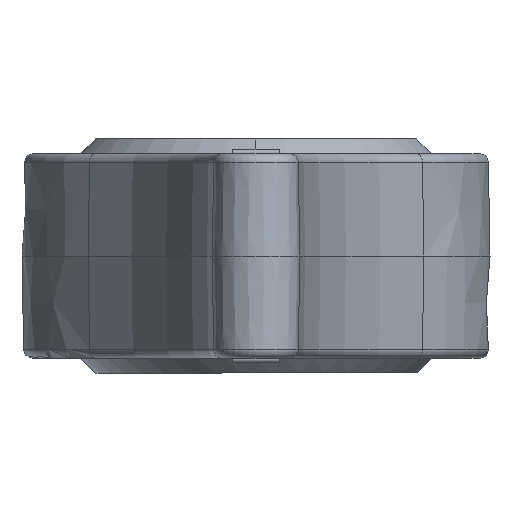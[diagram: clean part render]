
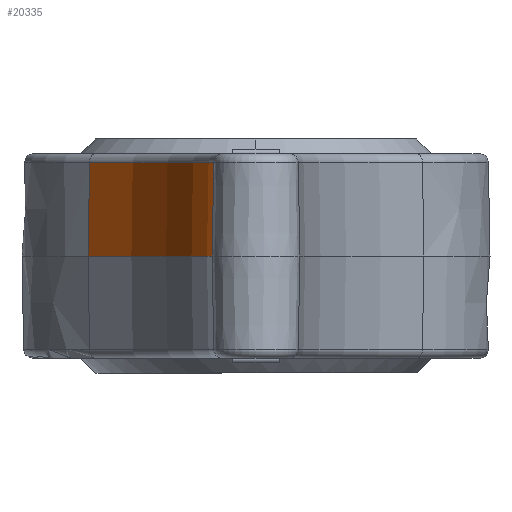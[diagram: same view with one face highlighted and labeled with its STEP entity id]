
A CAD part, front view. The second image highlights one B-rep face of the part: STEP entity #20335.
In plain terms, the highlighted conical face has half-angle 1 degrees and reference radius 23.721 mm.
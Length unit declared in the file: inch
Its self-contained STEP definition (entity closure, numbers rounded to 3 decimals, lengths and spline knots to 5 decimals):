
#508 = DIRECTION ( 'NONE',  ( 0., 0., 1. ) ) ;
#625 = VECTOR ( 'NONE', #18555, 39.37008 ) ;
#1280 = CONICAL_SURFACE ( 'NONE', #4595, 0.93389, 0.017 ) ;
#1555 = CARTESIAN_POINT ( 'NONE',  ( -0.09375, -1., 0. ) ) ;
#2309 = CARTESIAN_POINT ( 'NONE',  ( -1.02764, -1., 0. ) ) ;
#2663 = LINE ( 'NONE', #22656, #4989 ) ;
#4002 = CIRCLE ( 'NONE', #12730, 0.93389 ) ;
#4160 = CARTESIAN_POINT ( 'NONE',  ( -0.09027, -1., 0.19941 ) ) ;
#4595 = AXIS2_PLACEMENT_3D ( 'NONE', #5305, #508, #16828 ) ;
#4604 = LINE ( 'NONE', #18914, #625 ) ;
#4989 = VECTOR ( 'NONE', #22534, 39.37008 ) ;
#5305 = CARTESIAN_POINT ( 'NONE',  ( -1.02764, -1., 0. ) ) ;
#5763 = DIRECTION ( 'NONE',  ( 1., 0., 0. ) ) ;
#6608 = ORIENTED_EDGE ( 'NONE', *, *, #17194, .F. ) ;
#7612 = FACE_OUTER_BOUND ( 'NONE', #11225, .T. ) ;
#8292 = VERTEX_POINT ( 'NONE', #11432 ) ;
#8895 = VERTEX_POINT ( 'NONE', #16016 ) ;
#9303 = DIRECTION ( 'NONE',  ( 0., 0., -1. ) ) ;
#9445 = ORIENTED_EDGE ( 'NONE', *, *, #12785, .T. ) ;
#10383 = VERTEX_POINT ( 'NONE', #4160 ) ;
#11225 = EDGE_LOOP ( 'NONE', ( #6608, #15556, #9445, #16347 ) ) ;
#11432 = CARTESIAN_POINT ( 'NONE',  ( -0.35834, -0.3487, 0. ) ) ;
#12730 = AXIS2_PLACEMENT_3D ( 'NONE', #2309, #9303, #5763 ) ;
#12785 = EDGE_CURVE ( 'NONE', #8895, #8292, #2663, .T. ) ;
#14339 = DIRECTION ( 'NONE',  ( 1., 0., 0. ) ) ;
#15472 = EDGE_CURVE ( 'NONE', #8292, #23418, #4002, .T. ) ;
#15556 = ORIENTED_EDGE ( 'NONE', *, *, #16762, .T. ) ;
#15650 = DIRECTION ( 'NONE',  ( 0., 0., 1. ) ) ;
#16016 = CARTESIAN_POINT ( 'NONE',  ( -0.35585, -0.34627, 0.19941 ) ) ;
#16347 = ORIENTED_EDGE ( 'NONE', *, *, #15472, .T. ) ;
#16762 = EDGE_CURVE ( 'NONE', #10383, #8895, #18754, .T. ) ;
#16828 = DIRECTION ( 'NONE',  ( 1., 0., 0. ) ) ;
#17194 = EDGE_CURVE ( 'NONE', #10383, #23418, #4604, .T. ) ;
#18555 = DIRECTION ( 'NONE',  ( -0.017, 0., -1. ) ) ;
#18754 = CIRCLE ( 'NONE', #21787, 0.93737 ) ;
#18914 = CARTESIAN_POINT ( 'NONE',  ( -0.09375, -1., 0. ) ) ;
#19215 = CARTESIAN_POINT ( 'NONE',  ( -1.02764, -1., 0.19941 ) ) ;
#20335 = ADVANCED_FACE ( 'NONE', ( #7612 ), #1280, .F. ) ;
#21787 = AXIS2_PLACEMENT_3D ( 'NONE', #19215, #15650, #14339 ) ;
#22534 = DIRECTION ( 'NONE',  ( -0.013, -0.012, -1. ) ) ;
#22656 = CARTESIAN_POINT ( 'NONE',  ( -0.35834, -0.3487, 0. ) ) ;
#23418 = VERTEX_POINT ( 'NONE', #1555 ) ;
